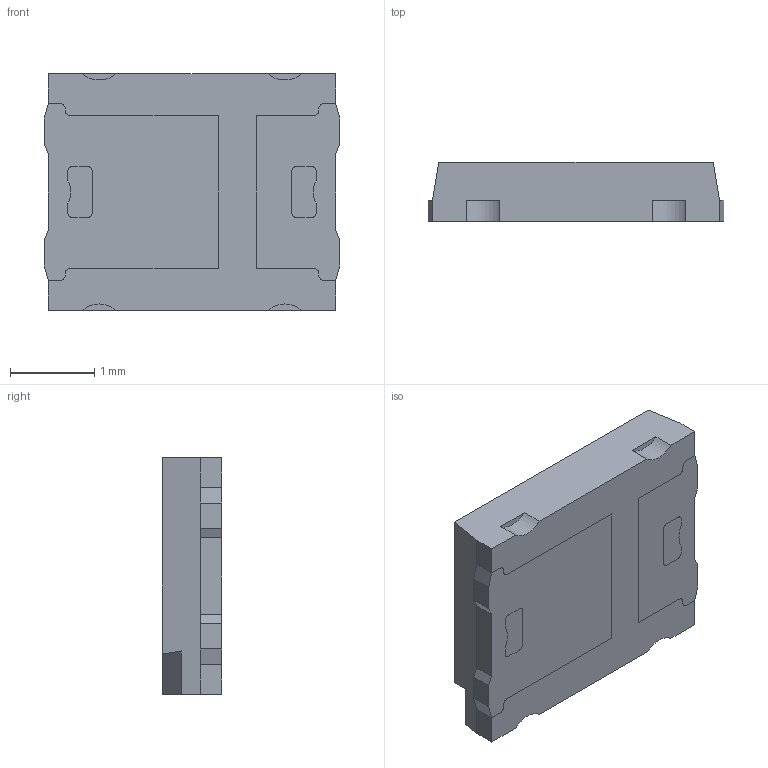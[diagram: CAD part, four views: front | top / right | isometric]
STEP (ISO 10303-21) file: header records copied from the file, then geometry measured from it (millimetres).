
FILE_DESCRIPTION (( 'STEP AP214' ), '1' );
FILE_NAME ('JB2835BWT-G-U40GA0000-N0000001.STEP', '2021-05-12T20:57:32', ( '' ), ( '' ), 'SwSTEP 2.0', 'SolidWorks 2017', '' );
FILE_SCHEMA (( 'AUTOMOTIVE_DESIGN' ));
Length unit declared in the file: millimetre
Products named in the file (1): JB2835BWT-G-U40GA0000-N0000001
Bounding box: 3.5 x 0.7 x 2.8 mm (x, y, z)
Volume: 6.5 mm3; surface area: 55.9 mm2
Topology: 4 solids, 4 shells, 147 faces, 412 edges, 272 vertices
Faces by surface type: plane 105, cylinder 42
Entity records: 4783 total; most frequent: CARTESIAN_POINT 832, ORIENTED_EDGE 824, DIRECTION 792, EDGE_CURVE 412, LINE 328, VECTOR 328, VERTEX_POINT 272, AXIS2_PLACEMENT_3D 232
